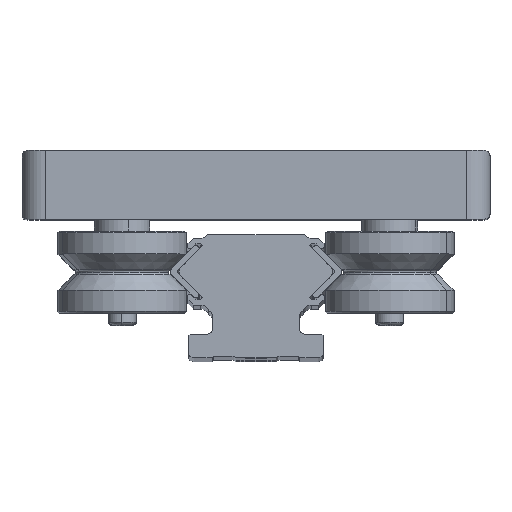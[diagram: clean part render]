
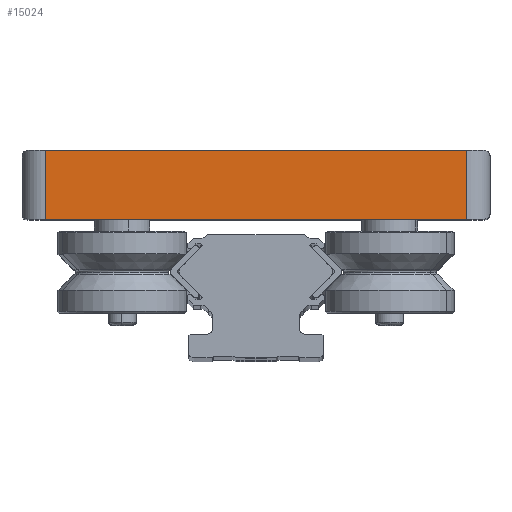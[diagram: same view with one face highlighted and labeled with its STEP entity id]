
A CAD part, top view. The second image highlights one B-rep face of the part: STEP entity #15024.
In plain terms, the highlighted planar face has unit normal (0, 0, 1).
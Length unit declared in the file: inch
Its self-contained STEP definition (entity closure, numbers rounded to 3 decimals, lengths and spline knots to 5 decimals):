
#431 = LINE ( 'NONE', #13426, #466 ) ;
#466 = VECTOR ( 'NONE', #1474, 39.37008 ) ;
#817 = LINE ( 'NONE', #7050, #5292 ) ;
#1474 = DIRECTION ( 'NONE',  ( -1., 0., 0. ) ) ;
#2948 = VECTOR ( 'NONE', #4273, 39.37008 ) ;
#3316 = DIRECTION ( 'NONE',  ( 1., 0., 0. ) ) ;
#4273 = DIRECTION ( 'NONE',  ( 0., 1., 0. ) ) ;
#4534 = CARTESIAN_POINT ( 'NONE',  ( -1.41732, 0.93307, -1.77165 ) ) ;
#4589 = PLANE ( 'NONE',  #5282 ) ;
#4906 = VECTOR ( 'NONE', #16249, 39.37008 ) ;
#5236 = VERTEX_POINT ( 'NONE', #8865 ) ;
#5282 = AXIS2_PLACEMENT_3D ( 'NONE', #15276, #13738, #3316 ) ;
#5292 = VECTOR ( 'NONE', #16281, 39.37008 ) ;
#5765 = EDGE_CURVE ( 'NONE', #5236, #11613, #431, .T. ) ;
#6526 = EDGE_CURVE ( 'NONE', #12599, #5236, #14696, .T. ) ;
#6900 = CARTESIAN_POINT ( 'NONE',  ( 1.41732, 0.93307, -1.77165 ) ) ;
#7050 = CARTESIAN_POINT ( 'NONE',  ( -1.5748, 0.93307, -1.77165 ) ) ;
#7791 = EDGE_CURVE ( 'NONE', #15999, #11613, #14953, .T. ) ;
#8865 = CARTESIAN_POINT ( 'NONE',  ( 1.41732, 1.39764, -1.77165 ) ) ;
#9334 = CARTESIAN_POINT ( 'NONE',  ( 1.41732, 0.93307, -1.77165 ) ) ;
#10265 = CARTESIAN_POINT ( 'NONE',  ( -1.41732, 0.93307, -1.77165 ) ) ;
#10339 = ORIENTED_EDGE ( 'NONE', *, *, #7791, .F. ) ;
#10408 = ORIENTED_EDGE ( 'NONE', *, *, #15431, .T. ) ;
#10552 = ORIENTED_EDGE ( 'NONE', *, *, #5765, .T. ) ;
#11146 = ORIENTED_EDGE ( 'NONE', *, *, #6526, .T. ) ;
#11613 = VERTEX_POINT ( 'NONE', #14621 ) ;
#12059 = EDGE_LOOP ( 'NONE', ( #10408, #11146, #10552, #10339 ) ) ;
#12599 = VERTEX_POINT ( 'NONE', #6900 ) ;
#13426 = CARTESIAN_POINT ( 'NONE',  ( -1.5748, 1.39764, -1.77165 ) ) ;
#13738 = DIRECTION ( 'NONE',  ( 0., 0., 1. ) ) ;
#14621 = CARTESIAN_POINT ( 'NONE',  ( -1.41732, 1.39764, -1.77165 ) ) ;
#14696 = LINE ( 'NONE', #9334, #2948 ) ;
#14953 = LINE ( 'NONE', #4534, #4906 ) ;
#15024 = ADVANCED_FACE ( 'NONE', ( #16480 ), #4589, .T. ) ;
#15276 = CARTESIAN_POINT ( 'NONE',  ( -1.5748, 0.91307, -1.77165 ) ) ;
#15431 = EDGE_CURVE ( 'NONE', #15999, #12599, #817, .T. ) ;
#15999 = VERTEX_POINT ( 'NONE', #10265 ) ;
#16249 = DIRECTION ( 'NONE',  ( 0., 1., 0. ) ) ;
#16281 = DIRECTION ( 'NONE',  ( 1., 0., 0. ) ) ;
#16480 = FACE_OUTER_BOUND ( 'NONE', #12059, .T. ) ;
